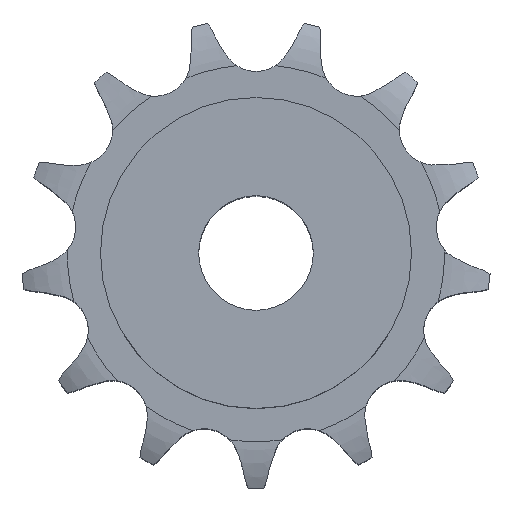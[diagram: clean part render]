
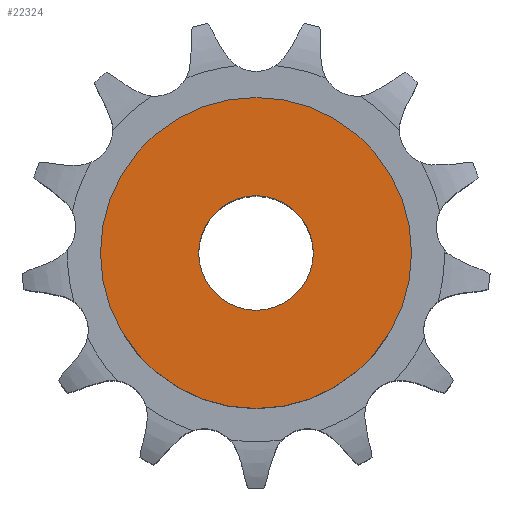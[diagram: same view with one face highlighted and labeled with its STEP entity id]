
A CAD part, top view. The second image highlights one B-rep face of the part: STEP entity #22324.
In plain terms, the highlighted planar face has unit normal (0, 0, 1).
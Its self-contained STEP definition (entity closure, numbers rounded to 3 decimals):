
#12078 = CYLINDRICAL_SURFACE('',#12079,7.);
#12079 = AXIS2_PLACEMENT_3D('',#12080,#12081,#12082);
#12080 = CARTESIAN_POINT('',(0.,0.,105.758));
#12081 = DIRECTION('',(0.,0.,1.));
#12082 = DIRECTION('',(1.,0.,0.));
#15343 = EDGE_CURVE('',#15344,#15344,#15346,.T.);
#15344 = VERTEX_POINT('',#15345);
#15345 = CARTESIAN_POINT('',(7.,0.,50.));
#15346 = SURFACE_CURVE('',#15347,(#15352,#15359),.PCURVE_S1.);
#15347 = CIRCLE('',#15348,7.);
#15348 = AXIS2_PLACEMENT_3D('',#15349,#15350,#15351);
#15349 = CARTESIAN_POINT('',(0.,0.,50.));
#15350 = DIRECTION('',(0.,0.,1.));
#15351 = DIRECTION('',(1.,0.,0.));
#15352 = PCURVE('',#12078,#15353);
#15353 = DEFINITIONAL_REPRESENTATION('',(#15354),#15358);
#15354 = LINE('',#15355,#15356);
#15355 = CARTESIAN_POINT('',(0.,-55.758));
#15356 = VECTOR('',#15357,1.);
#15357 = DIRECTION('',(1.,0.));
#15358 = ( GEOMETRIC_REPRESENTATION_CONTEXT(2) 
PARAMETRIC_REPRESENTATION_CONTEXT() REPRESENTATION_CONTEXT('2D SPACE',''
  ) );
#15359 = PCURVE('',#15360,#15365);
#15360 = PLANE('',#15361);
#15361 = AXIS2_PLACEMENT_3D('',#15362,#15363,#15364);
#15362 = CARTESIAN_POINT('',(0.,0.,50.)
  );
#15363 = DIRECTION('',(0.,0.,1.));
#15364 = DIRECTION('',(1.,0.,0.));
#15365 = DEFINITIONAL_REPRESENTATION('',(#15366),#15370);
#15366 = CIRCLE('',#15367,7.);
#15367 = AXIS2_PLACEMENT_2D('',#15368,#15369);
#15368 = CARTESIAN_POINT('',(0.,0.));
#15369 = DIRECTION('',(1.,0.));
#15370 = ( GEOMETRIC_REPRESENTATION_CONTEXT(2) 
PARAMETRIC_REPRESENTATION_CONTEXT() REPRESENTATION_CONTEXT('2D SPACE',''
  ) );
#22324 = ADVANCED_FACE('',(#22325,#22356),#15360,.T.);
#22325 = FACE_BOUND('',#22326,.T.);
#22326 = EDGE_LOOP('',(#22327));
#22327 = ORIENTED_EDGE('',*,*,#22328,.T.);
#22328 = EDGE_CURVE('',#22329,#22329,#22331,.T.);
#22329 = VERTEX_POINT('',#22330);
#22330 = CARTESIAN_POINT('',(19.,0.,50.));
#22331 = SURFACE_CURVE('',#22332,(#22337,#22344),.PCURVE_S1.);
#22332 = CIRCLE('',#22333,19.);
#22333 = AXIS2_PLACEMENT_3D('',#22334,#22335,#22336);
#22334 = CARTESIAN_POINT('',(0.,0.,50.));
#22335 = DIRECTION('',(0.,0.,1.));
#22336 = DIRECTION('',(1.,0.,0.));
#22337 = PCURVE('',#15360,#22338);
#22338 = DEFINITIONAL_REPRESENTATION('',(#22339),#22343);
#22339 = CIRCLE('',#22340,19.);
#22340 = AXIS2_PLACEMENT_2D('',#22341,#22342);
#22341 = CARTESIAN_POINT('',(0.,0.));
#22342 = DIRECTION('',(1.,0.));
#22343 = ( GEOMETRIC_REPRESENTATION_CONTEXT(2) 
PARAMETRIC_REPRESENTATION_CONTEXT() REPRESENTATION_CONTEXT('2D SPACE',''
  ) );
#22344 = PCURVE('',#22345,#22350);
#22345 = CYLINDRICAL_SURFACE('',#22346,19.);
#22346 = AXIS2_PLACEMENT_3D('',#22347,#22348,#22349);
#22347 = CARTESIAN_POINT('',(0.,0.,0.));
#22348 = DIRECTION('',(-0.,-0.,-1.));
#22349 = DIRECTION('',(1.,0.,0.));
#22350 = DEFINITIONAL_REPRESENTATION('',(#22351),#22355);
#22351 = LINE('',#22352,#22353);
#22352 = CARTESIAN_POINT('',(-0.,-50.));
#22353 = VECTOR('',#22354,1.);
#22354 = DIRECTION('',(-1.,0.));
#22355 = ( GEOMETRIC_REPRESENTATION_CONTEXT(2) 
PARAMETRIC_REPRESENTATION_CONTEXT() REPRESENTATION_CONTEXT('2D SPACE',''
  ) );
#22356 = FACE_BOUND('',#22357,.T.);
#22357 = EDGE_LOOP('',(#22358));
#22358 = ORIENTED_EDGE('',*,*,#15343,.F.);
